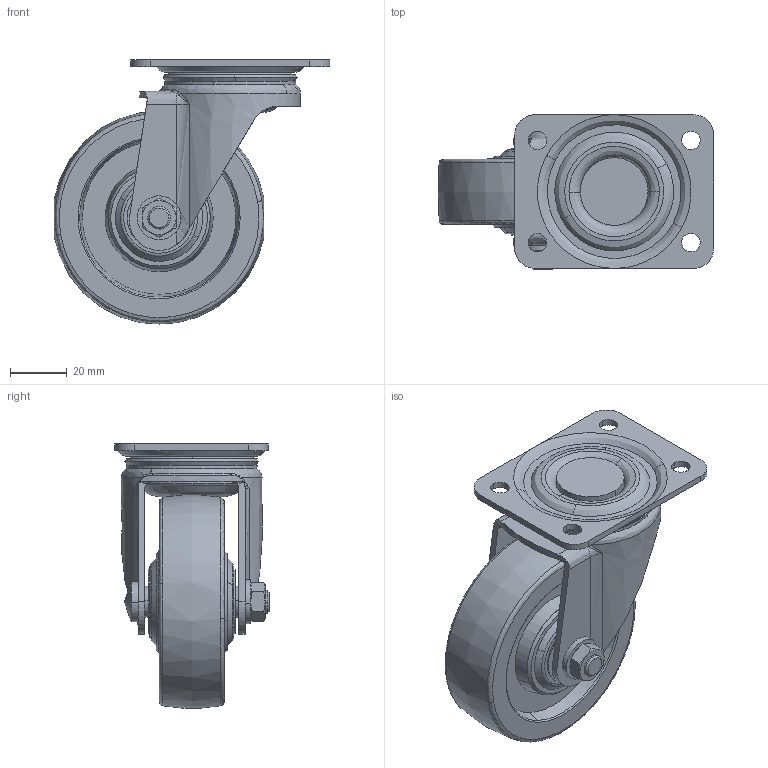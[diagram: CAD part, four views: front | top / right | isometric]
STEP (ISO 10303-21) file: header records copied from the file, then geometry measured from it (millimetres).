
FILE_DESCRIPTION((''),'2;1');
FILE_NAME('','2009-03-19T14:15:17',(''),(''),'','CADfix','');
FILE_SCHEMA(('AUTOMOTIVE_DESIGN { 1 0 10303 214 1 1 1 1 }'));
Length unit declared in the file: millimetre
Bounding box: 96.87 x 54.21 x 92.9 mm (x, y, z)
Volume: 126069.9 mm3; surface area: 42468.4 mm2
Topology: 4 solids, 7 shells, 222 faces, 708 edges, 517 vertices
Faces by surface type: bspline 222
Entity records: 15323 total; most frequent: CARTESIAN_POINT 11491, ORIENTED_EDGE 1400, EDGE_CURVE 708, VERTEX_POINT 517, EDGE_LOOP 261, FACE_OUTER_BOUND 222, ADVANCED_FACE 222, QUASI_UNIFORM_CURVE 159
